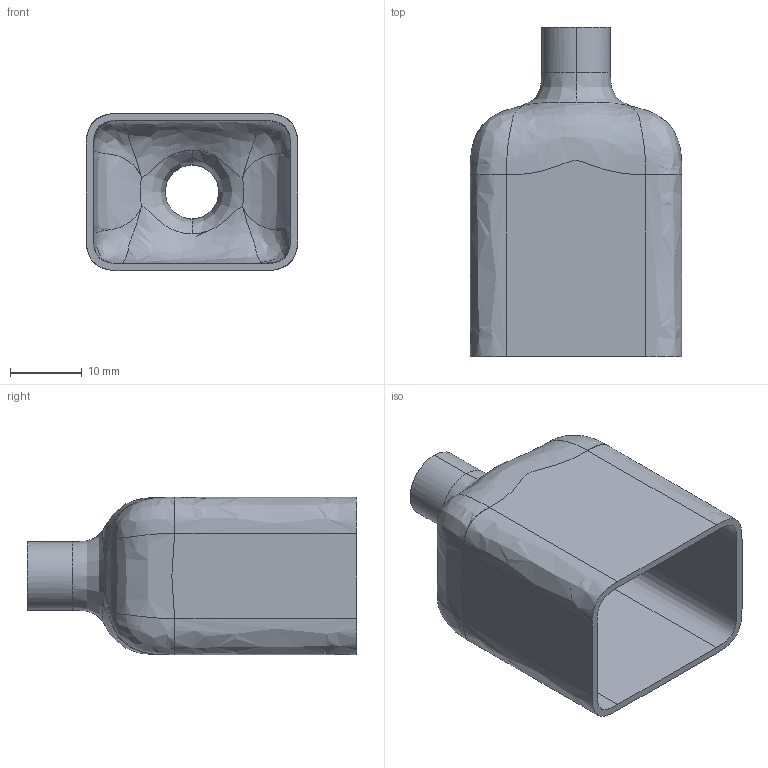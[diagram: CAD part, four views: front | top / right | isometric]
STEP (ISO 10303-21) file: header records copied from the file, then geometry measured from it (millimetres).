
FILE_DESCRIPTION (( 'STEP AP214' ), '1' );
FILE_NAME ('ACACC-IB1-LC_3D.step', '2023-10-17T07:18:05', ( '' ), ( '' ), 'SwSTEP 2.0', 'SolidWorks 2022', '' );
FILE_SCHEMA (( 'AUTOMOTIVE_DESIGN' ));
Length unit declared in the file: millimetre
Products named in the file (1): ACACC-IB1-LC_3D
Bounding box: 29.59 x 46.02 x 22 mm (x, y, z)
Volume: 3689.2 mm3; surface area: 7557.8 mm2
Topology: 1 solids, 1 shells, 55 faces, 134 edges, 73 vertices
Faces by surface type: bspline 41, plane 10, cylinder 4
Entity records: 27920 total; most frequent: CARTESIAN_POINT 27065, ORIENTED_EDGE 232, EDGE_CURVE 116, B_SPLINE_CURVE_WITH_KNOTS 100, VERTEX_POINT 68, EDGE_LOOP 52, ADVANCED_FACE 50, FACE_OUTER_BOUND 50
